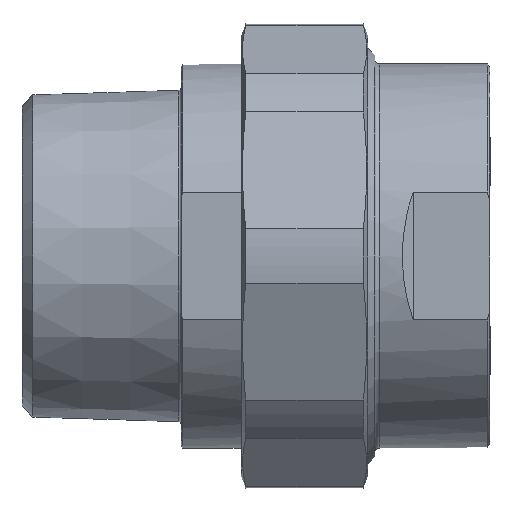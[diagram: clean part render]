
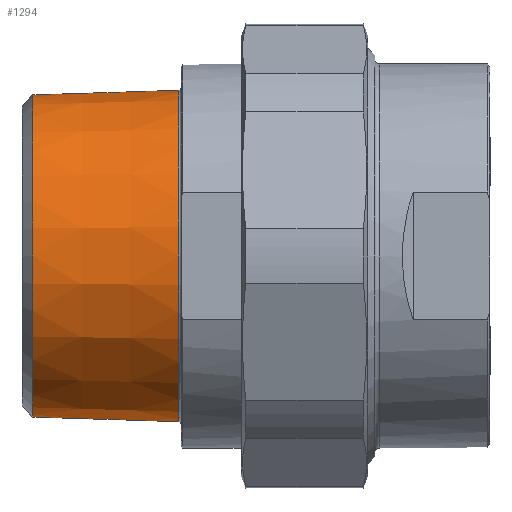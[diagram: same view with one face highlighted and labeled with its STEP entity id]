
A CAD part, front view. The second image highlights one B-rep face of the part: STEP entity #1294.
In plain terms, the highlighted conical face has half-angle 1.8 degrees and reference radius 29.756 mm.
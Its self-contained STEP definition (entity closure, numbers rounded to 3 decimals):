
#73=CONICAL_SURFACE('',#1518,29.756,0.031);
#192=FACE_OUTER_BOUND('',#279,.T.);
#279=EDGE_LOOP('',(#1116,#1117,#1118,#1119,#1120,#1121));
#352=LINE('',#2366,#411);
#411=VECTOR('',#1891,29.756);
#490=CIRCLE('',#1515,30.199);
#492=CIRCLE('',#1517,30.199);
#493=CIRCLE('',#1519,29.363);
#494=CIRCLE('',#1520,29.363);
#620=VERTEX_POINT('',#2359);
#621=VERTEX_POINT('',#2360);
#622=VERTEX_POINT('',#2365);
#623=VERTEX_POINT('',#2367);
#792=EDGE_CURVE('',#620,#621,#490,.T.);
#794=EDGE_CURVE('',#621,#620,#492,.T.);
#795=EDGE_CURVE('',#620,#622,#352,.T.);
#796=EDGE_CURVE('',#623,#622,#493,.T.);
#797=EDGE_CURVE('',#622,#623,#494,.T.);
#1116=ORIENTED_EDGE('',*,*,#792,.F.);
#1117=ORIENTED_EDGE('',*,*,#795,.T.);
#1118=ORIENTED_EDGE('',*,*,#796,.F.);
#1119=ORIENTED_EDGE('',*,*,#797,.F.);
#1120=ORIENTED_EDGE('',*,*,#795,.F.);
#1121=ORIENTED_EDGE('',*,*,#794,.F.);
#1294=ADVANCED_FACE('',(#192),#73,.T.);
#1515=AXIS2_PLACEMENT_3D('',#2361,#1883,#1884);
#1517=AXIS2_PLACEMENT_3D('',#2363,#1887,#1888);
#1518=AXIS2_PLACEMENT_3D('',#2364,#1889,#1890);
#1519=AXIS2_PLACEMENT_3D('',#2368,#1892,#1893);
#1520=AXIS2_PLACEMENT_3D('',#2369,#1894,#1895);
#1883=DIRECTION('center_axis',(1.,0.,0.));
#1884=DIRECTION('ref_axis',(0.,-1.,0.));
#1887=DIRECTION('center_axis',(1.,0.,0.));
#1888=DIRECTION('ref_axis',(0.,-1.,0.));
#1889=DIRECTION('center_axis',(1.,0.,0.));
#1890=DIRECTION('ref_axis',(0.,1.,0.));
#1891=DIRECTION('',(-1.,0.031,0.));
#1892=DIRECTION('center_axis',(-1.,0.,0.));
#1893=DIRECTION('ref_axis',(0.,-1.,0.));
#1894=DIRECTION('center_axis',(-1.,0.,0.));
#1895=DIRECTION('ref_axis',(0.,-1.,0.));
#2359=CARTESIAN_POINT('',(-25.887,-30.199,0.));
#2360=CARTESIAN_POINT('',(-25.887,0.,30.199));
#2361=CARTESIAN_POINT('Origin',(-25.887,0.,0.));
#2363=CARTESIAN_POINT('Origin',(-25.887,0.,0.));
#2364=CARTESIAN_POINT('Origin',(-40.,0.,0.));
#2365=CARTESIAN_POINT('',(-52.501,-29.363,0.));
#2366=CARTESIAN_POINT('',(-40.,-29.756,0.));
#2367=CARTESIAN_POINT('',(-52.501,29.363,0.));
#2368=CARTESIAN_POINT('Origin',(-52.501,0.,0.));
#2369=CARTESIAN_POINT('Origin',(-52.501,0.,0.));
